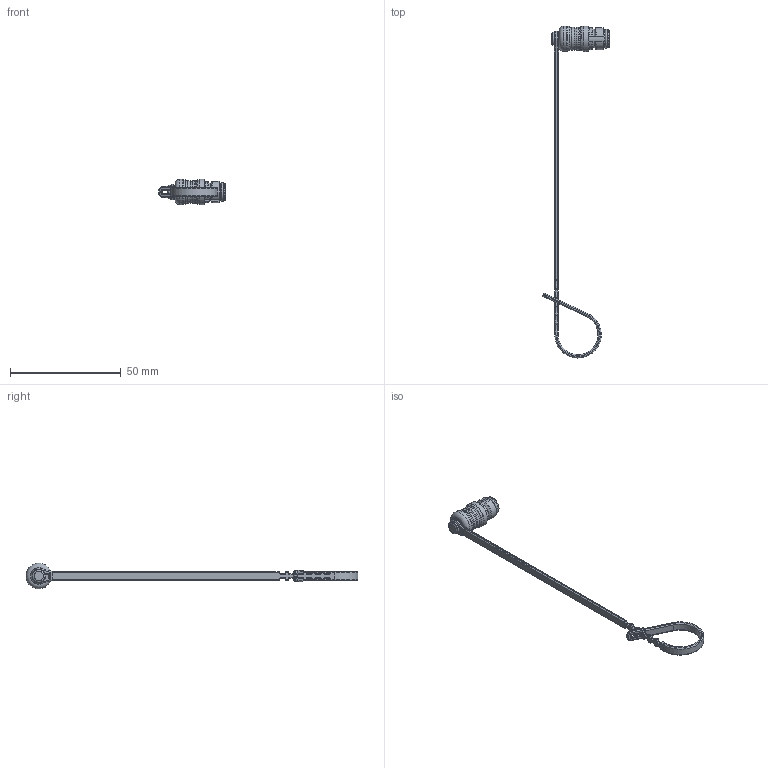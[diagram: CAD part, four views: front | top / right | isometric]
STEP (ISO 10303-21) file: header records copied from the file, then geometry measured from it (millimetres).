
FILE_DESCRIPTION(/* description */ (''),/* implementation_level */ '2;1');
FILE_NAME(/* name */ '08 2813 000 000 001_00.stp',/* time_stamp */ '2017-07-03T14:25:42+02:00',/* author */ (''),/* organization */ (''),/* preprocessor_version */ 'ST-DEVELOPER v16',/* originating_system */ 'SIEMENS PLM Software NX 11.0',/* authorisation */ '');
FILE_SCHEMA (('AUTOMOTIVE_DESIGN { 1 0 10303 214 3 1 1 1 }'));
Length unit declared in the file: millimetre
Products named in the file (1): smag1BC09891iive
Bounding box: 30.07 x 149.72 x 11.5 mm (x, y, z)
Volume: 2539.9 mm3; surface area: 3447.7 mm2
Topology: 1 solids, 1 shells, 487 faces, 1164 edges, 595 vertices
Faces by surface type: cylinder 196, plane 121, bspline 93, torus 57, sphere 10, cone 10
Full cylindrical faces by diameter (mm): 5.5 x1, 6 x2, 6.5 x2, 8.1 x2, 11.5 x2
Entity records: 13958 total; most frequent: CARTESIAN_POINT 3778, DIRECTION 2190, ORIENTED_EDGE 2028, EDGE_CURVE 1014, AXIS2_PLACEMENT_3D 850, VERTEX_POINT 583, EDGE_LOOP 547, LINE 490
